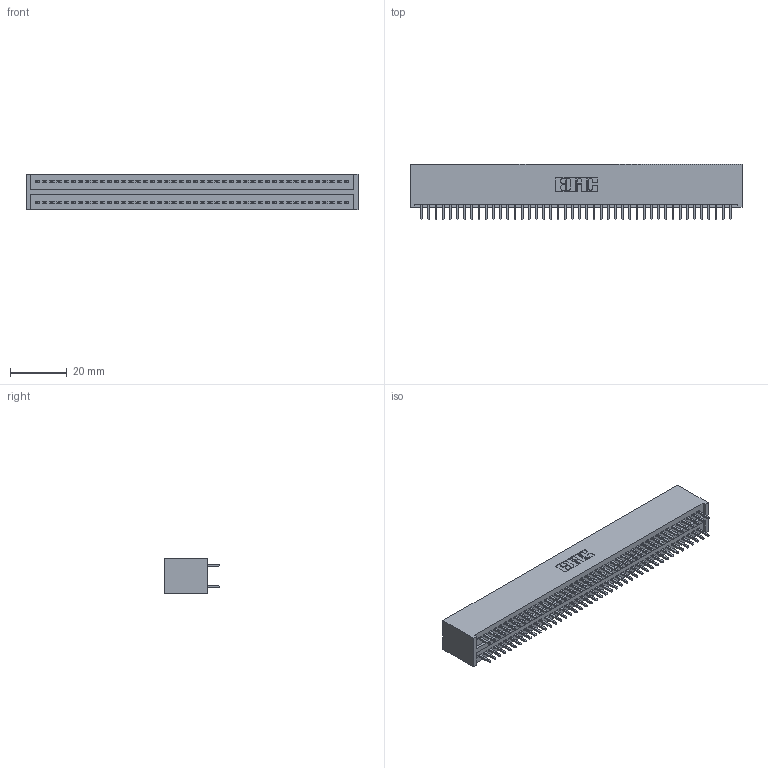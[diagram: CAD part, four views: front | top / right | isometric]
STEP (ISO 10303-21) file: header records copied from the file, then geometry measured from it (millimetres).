
FILE_DESCRIPTION (( 'STEP AP203' ), '1' );
FILE_NAME ('325-088-520-201.STEP', '2020-02-25T05:24:47', ( '' ), ( '' ), 'SwSTEP 2.0', 'SolidWorks 2016', '' );
FILE_SCHEMA (( 'CONFIG_CONTROL_DESIGN' ));
Length unit declared in the file: inch
Products named in the file (3): 325-292-001_325-293-120; 325-088-520-201; 325 Part_Lugless
Assembly tree (89 placements, depth 2):
  325-088-520-201
    325 Part_Lugless
    325-292-001_325-293-120  x88
Bounding box: 117.4 x 19.68 x 12.45 mm (x, y, z)
Volume: 15766.6 mm3; surface area: 19614 mm2
Topology: 89 solids, 89 shells, 4682 faces, 13927 edges, 9166 vertices
Faces by surface type: plane 3234, cylinder 1448
Entity records: 27789 total; most frequent: CARTESIAN_POINT 4602, ORIENTED_EDGE 4538, DIRECTION 3921, EDGE_CURVE 2269, LINE 2149, VECTOR 2149, VERTEX_POINT 1510, AXIS2_PLACEMENT_3D 886
